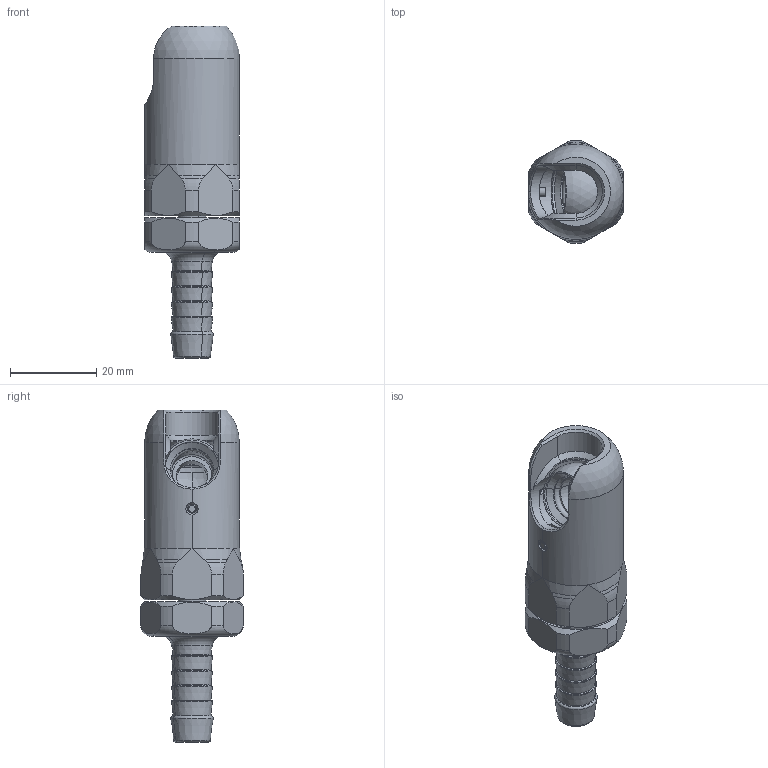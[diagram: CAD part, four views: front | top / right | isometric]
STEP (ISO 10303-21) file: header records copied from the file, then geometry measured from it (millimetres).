
FILE_DESCRIPTION((''),'2;1');
FILE_NAME('TMP103719_SW','2010-08-27T',('TooextPHE'),(''),'PRO/ENGINEER BY PARAMETRIC TECHNOLOGY CORPORATION, 2008310','PRO/ENGINEER BY PARAMETRIC TECHNOLOGY CORPORATION, 2008310','');
FILE_SCHEMA(('CONFIG_CONTROL_DESIGN', 'GEOMETRIC_VALIDATION_PROPERTIES_MIM'));
Length unit declared in the file: millimetre
Products named in the file (1): TMP103719_SW
Bounding box: 22 x 23.78 x 76.9 mm (x, y, z)
Surface area: 8310.1 mm2 (no closed solid volume)
Topology: 0 solids, 11 shells, 156 faces, 410 edges, 258 vertices
Faces by surface type: torus 39, cylinder 34, plane 32, cone 31, bspline 14, sphere 6
Entity records: 6189 total; most frequent: CARTESIAN_POINT 2341, DIRECTION 791, ORIENTED_EDGE 760, EDGE_CURVE 410, AXIS2_PLACEMENT_3D 345, VERTEX_POINT 258, CIRCLE 203, EDGE_LOOP 161
